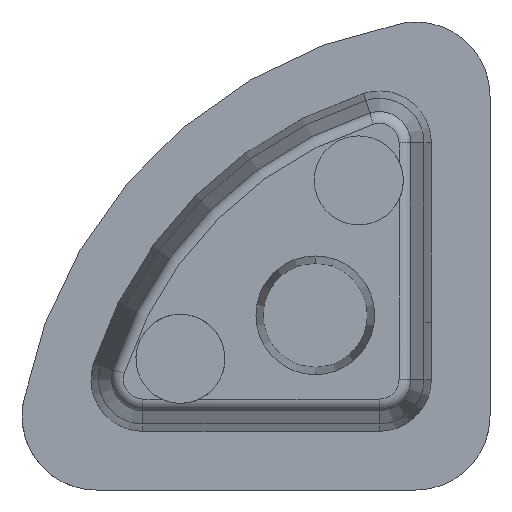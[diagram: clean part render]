
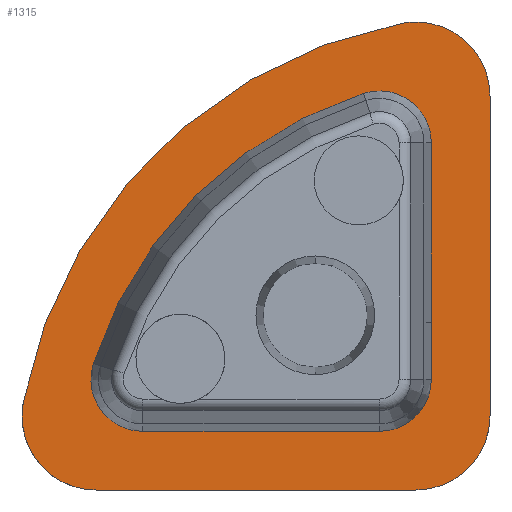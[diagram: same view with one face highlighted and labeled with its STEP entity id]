
A CAD part, left-side view. The second image highlights one B-rep face of the part: STEP entity #1315.
In plain terms, the highlighted planar face has unit normal (-1, 0, 0).
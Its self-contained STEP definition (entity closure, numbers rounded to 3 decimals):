
#5 = ORIENTED_EDGE ( 'NONE', *, *, #1211, .F. ) ;
#15 = ORIENTED_EDGE ( 'NONE', *, *, #1380, .F. ) ;
#58 = ORIENTED_EDGE ( 'NONE', *, *, #213, .F. ) ;
#119 = CARTESIAN_POINT ( 'NONE',  ( 0., 7.658, -1.415 ) ) ;
#130 = DIRECTION ( 'NONE',  ( 1., 0., 0. ) ) ;
#194 = DIRECTION ( 'NONE',  ( 0., 0., -1. ) ) ;
#201 = DIRECTION ( 'NONE',  ( 0., 0., -1. ) ) ;
#210 = ORIENTED_EDGE ( 'NONE', *, *, #390, .F. ) ;
#213 = EDGE_CURVE ( 'NONE', #2950, #3429, #1664, .T. ) ;
#234 = EDGE_LOOP ( 'NONE', ( #2328, #1498, #2917, #3479, #3141, #414 ) ) ;
#242 = CARTESIAN_POINT ( 'NONE',  ( 0., -3.157, -3.631 ) ) ;
#268 = CARTESIAN_POINT ( 'NONE',  ( 0., -5.657, -5.657 ) ) ;
#339 = DIRECTION ( 'NONE',  ( 1., 0., 0. ) ) ;
#390 = EDGE_CURVE ( 'NONE', #3037, #1472, #768, .T. ) ;
#414 = ORIENTED_EDGE ( 'NONE', *, *, #2854, .T. ) ;
#437 = CARTESIAN_POINT ( 'NONE',  ( 0., -5.657, -3.157 ) ) ;
#473 = CARTESIAN_POINT ( 'NONE',  ( 0., -3.157, -5.657 ) ) ;
#504 = AXIS2_PLACEMENT_3D ( 'NONE', #711, #1000, #2123 ) ;
#529 = VERTEX_POINT ( 'NONE', #1098 ) ;
#558 = CIRCLE ( 'NONE', #1930, 2.5 ) ;
#560 = DIRECTION ( 'NONE',  ( 0., 1., 0. ) ) ;
#711 = CARTESIAN_POINT ( 'NONE',  ( 0., -3.157, 7.61 ) ) ;
#768 = LINE ( 'NONE', #1863, #1964 ) ;
#774 = DIRECTION ( 'NONE',  ( 0., 0., -1. ) ) ;
#819 = VERTEX_POINT ( 'NONE', #1469 ) ;
#839 = EDGE_CURVE ( 'NONE', #1472, #3005, #558, .T. ) ;
#855 = AXIS2_PLACEMENT_3D ( 'NONE', #3177, #2371, #2098 ) ;
#896 = EDGE_CURVE ( 'NONE', #1507, #2043, #2978, .T. ) ;
#937 = DIRECTION ( 'NONE',  ( 1., 0., 0. ) ) ;
#969 = CIRCLE ( 'NONE', #504, 2.5 ) ;
#1000 = DIRECTION ( 'NONE',  ( 1., 0., 0. ) ) ;
#1008 = DIRECTION ( 'NONE',  ( 1., 0., 0. ) ) ;
#1029 = DIRECTION ( 'NONE',  ( 1., 0., 0. ) ) ;
#1031 = EDGE_LOOP ( 'NONE', ( #15, #1731, #1045, #58, #5, #2351, #210 ) ) ;
#1045 = ORIENTED_EDGE ( 'NONE', *, *, #1494, .F. ) ;
#1098 = CARTESIAN_POINT ( 'NONE',  ( 0., -5.657, -3.157 ) ) ;
#1129 = DIRECTION ( 'NONE',  ( 0., 0., -1. ) ) ;
#1199 = CIRCLE ( 'NONE', #2396, 2.5 ) ;
#1200 = AXIS2_PLACEMENT_3D ( 'NONE', #1929, #339, #1129 ) ;
#1208 = DIRECTION ( 'NONE',  ( 0., 0., -1. ) ) ;
#1211 = EDGE_CURVE ( 'NONE', #3005, #2950, #1827, .T. ) ;
#1227 = DIRECTION ( 'NONE',  ( 0., 0., -1. ) ) ;
#1272 = LINE ( 'NONE', #437, #2637 ) ;
#1303 = AXIS2_PLACEMENT_3D ( 'NONE', #2939, #1029, #201 ) ;
#1315 = ADVANCED_FACE ( 'NONE', ( #3466, #1530 ), #1817, .F. ) ;
#1359 = CARTESIAN_POINT ( 'NONE',  ( 0., -5.657, -5.657 ) ) ;
#1380 = EDGE_CURVE ( 'NONE', #529, #3037, #1199, .T. ) ;
#1469 = CARTESIAN_POINT ( 'NONE',  ( 0., 6.038, -3.631 ) ) ;
#1472 = VERTEX_POINT ( 'NONE', #1519 ) ;
#1494 = EDGE_CURVE ( 'NONE', #3429, #3176, #969, .T. ) ;
#1498 = ORIENTED_EDGE ( 'NONE', *, *, #896, .T. ) ;
#1507 = VERTEX_POINT ( 'NONE', #2105 ) ;
#1511 = CARTESIAN_POINT ( 'NONE',  ( 0., 6.038, -1.931 ) ) ;
#1519 = CARTESIAN_POINT ( 'NONE',  ( 0., 7.61, -5.657 ) ) ;
#1530 = FACE_OUTER_BOUND ( 'NONE', #1031, .T. ) ;
#1632 = CARTESIAN_POINT ( 'NONE',  ( 0., -3.631, -3.157 ) ) ;
#1664 = CIRCLE ( 'NONE', #2407, 2.5 ) ;
#1686 = CARTESIAN_POINT ( 'NONE',  ( 0., -1.415, 7.658 ) ) ;
#1688 = DIRECTION ( 'NONE',  ( 1., 0., 0. ) ) ;
#1717 = AXIS2_PLACEMENT_3D ( 'NONE', #1359, #3363, #2493 ) ;
#1731 = ORIENTED_EDGE ( 'NONE', *, *, #1906, .F. ) ;
#1746 = VERTEX_POINT ( 'NONE', #119 ) ;
#1817 = PLANE ( 'NONE',  #855 ) ;
#1823 = VERTEX_POINT ( 'NONE', #3245 ) ;
#1827 = CIRCLE ( 'NONE', #2281, 16. ) ;
#1863 = CARTESIAN_POINT ( 'NONE',  ( 0., 7.61, -5.657 ) ) ;
#1906 = EDGE_CURVE ( 'NONE', #3176, #529, #1272, .T. ) ;
#1928 = CARTESIAN_POINT ( 'NONE',  ( 0., 7.61, -3.157 ) ) ;
#1929 = CARTESIAN_POINT ( 'NONE',  ( 0., -1.931, 6.038 ) ) ;
#1930 = AXIS2_PLACEMENT_3D ( 'NONE', #1928, #130, #1227 ) ;
#1964 = VECTOR ( 'NONE', #2938, 1000. ) ;
#2014 = EDGE_CURVE ( 'NONE', #1746, #2500, #2821, .T. ) ;
#2043 = VERTEX_POINT ( 'NONE', #2258 ) ;
#2070 = DIRECTION ( 'NONE',  ( 1., 0., 0. ) ) ;
#2095 = DIRECTION ( 'NONE',  ( 0., 0., -1. ) ) ;
#2098 = DIRECTION ( 'NONE',  ( 0., 0., -1. ) ) ;
#2105 = CARTESIAN_POINT ( 'NONE',  ( 0., -3.631, -1.931 ) ) ;
#2123 = DIRECTION ( 'NONE',  ( 0., 0., -1. ) ) ;
#2195 = LINE ( 'NONE', #242, #2460 ) ;
#2201 = CARTESIAN_POINT ( 'NONE',  ( 0., -2.694, 10.066 ) ) ;
#2258 = CARTESIAN_POINT ( 'NONE',  ( 0., -1.931, -3.631 ) ) ;
#2281 = AXIS2_PLACEMENT_3D ( 'NONE', #268, #1688, #1208 ) ;
#2293 = CIRCLE ( 'NONE', #3272, 1.7 ) ;
#2314 = CARTESIAN_POINT ( 'NONE',  ( 0., -3.157, 7.61 ) ) ;
#2328 = ORIENTED_EDGE ( 'NONE', *, *, #3189, .T. ) ;
#2351 = ORIENTED_EDGE ( 'NONE', *, *, #839, .F. ) ;
#2363 = DIRECTION ( 'NONE',  ( 0., 0., -1. ) ) ;
#2371 = DIRECTION ( 'NONE',  ( 1., 0., 0. ) ) ;
#2396 = AXIS2_PLACEMENT_3D ( 'NONE', #2897, #2070, #194 ) ;
#2407 = AXIS2_PLACEMENT_3D ( 'NONE', #2314, #937, #2588 ) ;
#2460 = VECTOR ( 'NONE', #560, 1000. ) ;
#2493 = DIRECTION ( 'NONE',  ( 0., 0., -1. ) ) ;
#2500 = VERTEX_POINT ( 'NONE', #1686 ) ;
#2588 = DIRECTION ( 'NONE',  ( 0., 0., -1. ) ) ;
#2637 = VECTOR ( 'NONE', #2363, 1000. ) ;
#2686 = CARTESIAN_POINT ( 'NONE',  ( 0., -5.657, 7.61 ) ) ;
#2820 = VECTOR ( 'NONE', #774, 1000. ) ;
#2821 = CIRCLE ( 'NONE', #1717, 13.974 ) ;
#2854 = EDGE_CURVE ( 'NONE', #2500, #1823, #2979, .T. ) ;
#2897 = CARTESIAN_POINT ( 'NONE',  ( 0., -3.157, -3.157 ) ) ;
#2917 = ORIENTED_EDGE ( 'NONE', *, *, #3144, .T. ) ;
#2938 = DIRECTION ( 'NONE',  ( 0., 1., 0. ) ) ;
#2939 = CARTESIAN_POINT ( 'NONE',  ( 0., -1.931, -1.931 ) ) ;
#2950 = VERTEX_POINT ( 'NONE', #2201 ) ;
#2978 = CIRCLE ( 'NONE', #1303, 1.7 ) ;
#2979 = CIRCLE ( 'NONE', #1200, 1.7 ) ;
#2995 = LINE ( 'NONE', #1632, #2820 ) ;
#3005 = VERTEX_POINT ( 'NONE', #3142 ) ;
#3037 = VERTEX_POINT ( 'NONE', #473 ) ;
#3141 = ORIENTED_EDGE ( 'NONE', *, *, #2014, .T. ) ;
#3142 = CARTESIAN_POINT ( 'NONE',  ( 0., 10.066, -2.694 ) ) ;
#3144 = EDGE_CURVE ( 'NONE', #2043, #819, #2195, .T. ) ;
#3156 = CARTESIAN_POINT ( 'NONE',  ( 0., -3.157, 10.11 ) ) ;
#3176 = VERTEX_POINT ( 'NONE', #2686 ) ;
#3177 = CARTESIAN_POINT ( 'NONE',  ( 0., -3.157, -3.157 ) ) ;
#3189 = EDGE_CURVE ( 'NONE', #1823, #1507, #2995, .T. ) ;
#3245 = CARTESIAN_POINT ( 'NONE',  ( 0., -3.631, 6.038 ) ) ;
#3272 = AXIS2_PLACEMENT_3D ( 'NONE', #1511, #1008, #2095 ) ;
#3363 = DIRECTION ( 'NONE',  ( 1., 0., 0. ) ) ;
#3429 = VERTEX_POINT ( 'NONE', #3156 ) ;
#3442 = EDGE_CURVE ( 'NONE', #819, #1746, #2293, .T. ) ;
#3466 = FACE_BOUND ( 'NONE', #234, .T. ) ;
#3479 = ORIENTED_EDGE ( 'NONE', *, *, #3442, .T. ) ;
